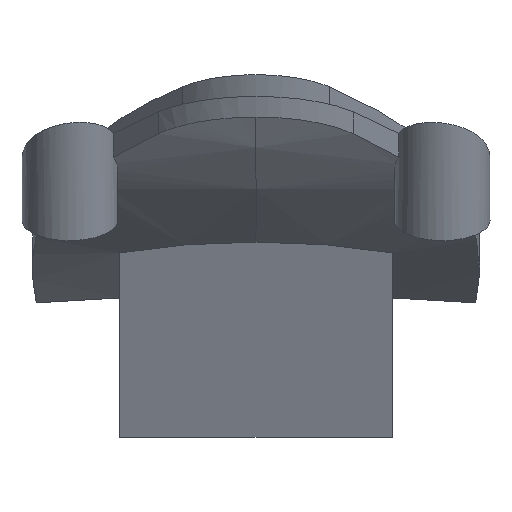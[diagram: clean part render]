
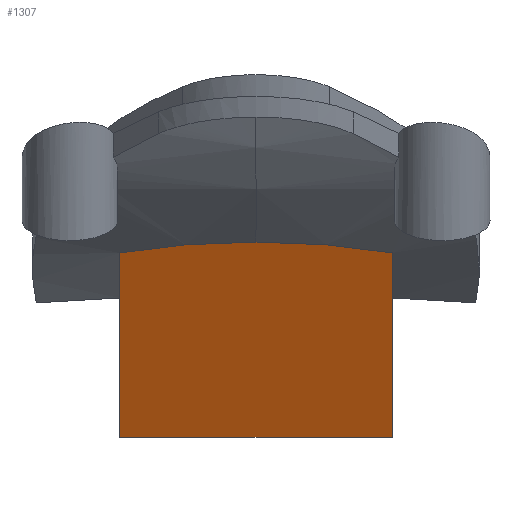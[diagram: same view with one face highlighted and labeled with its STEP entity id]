
A CAD part, front view. The second image highlights one B-rep face of the part: STEP entity #1307.
In plain terms, the highlighted planar face has unit normal (0, -0.906, -0.423).
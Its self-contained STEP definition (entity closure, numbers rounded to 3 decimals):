
#292=CARTESIAN_POINT('',(0.,25.371,41.897));
#293=CARTESIAN_POINT('',(0.712,25.371,41.897));
#294=CARTESIAN_POINT('',(2.096,25.388,41.86));
#295=CARTESIAN_POINT('',(4.047,25.462,41.701));
#296=CARTESIAN_POINT('',(5.263,25.541,41.531));
#297=CARTESIAN_POINT('',(5.85,25.588,41.431));
#302=DIRECTION('',(-1.,0.,0.));
#303=VECTOR('',#302,11.7);
#304=CARTESIAN_POINT('',(5.85,29.28,33.514));
#305=LINE('',#304,#303);
#309=CARTESIAN_POINT('',(-5.85,25.588,41.431));
#310=CARTESIAN_POINT('',(-5.263,25.541,41.531));
#311=CARTESIAN_POINT('',(-4.047,25.462,41.701));
#312=CARTESIAN_POINT('',(-2.096,25.388,41.86));
#313=CARTESIAN_POINT('',(-0.712,25.371,41.897));
#314=CARTESIAN_POINT('',(0.,25.371,41.897));
#324=CARTESIAN_POINT('',(5.85,25.588,41.431));
#329=CARTESIAN_POINT('',(0.,25.371,41.897));
#392=DIRECTION('',(0.,-0.423,0.906));
#393=VECTOR('',#392,8.735);
#394=CARTESIAN_POINT('',(5.85,29.28,33.514));
#395=LINE('',#394,#393);
#420=DIRECTION('',(0.,0.423,-0.906));
#421=VECTOR('',#420,8.735);
#422=CARTESIAN_POINT('',(-5.85,25.588,41.431));
#423=LINE('',#422,#421);
#427=CARTESIAN_POINT('',(-5.85,25.588,41.431));
#1155=VERTEX_POINT('',#329);
#1156=CARTESIAN_POINT('',(-5.85,29.28,33.514));
#1158=VERTEX_POINT('',#1156);
#1169=CARTESIAN_POINT('',(5.85,29.28,33.514));
#1170=VERTEX_POINT('',#1169);
#1173=VERTEX_POINT('',#427);
#1176=VERTEX_POINT('',#324);
#1291=CARTESIAN_POINT('',(4.85,29.28,33.514));
#1292=DIRECTION('',(0.,-0.906,-0.423));
#1293=DIRECTION('',(-1.,0.,0.));
#1294=AXIS2_PLACEMENT_3D('',#1291,#1292,#1293);
#1295=PLANE('',#1294);
#1297=ORIENTED_EDGE('',*,*,#1296,.T.);
#1299=ORIENTED_EDGE('',*,*,#1298,.F.);
#1300=ORIENTED_EDGE('',*,*,#1274,.T.);
#1302=ORIENTED_EDGE('',*,*,#1301,.F.);
#1304=ORIENTED_EDGE('',*,*,#1303,.T.);
#1305=EDGE_LOOP('',(#1297,#1299,#1300,#1302,#1304));
#1306=FACE_OUTER_BOUND('',#1305,.F.);
#1307=ADVANCED_FACE('',(#1306),#1295,.T.);
#298=B_SPLINE_CURVE_WITH_KNOTS('',3,(#292,#293,#294,#295,#296,#297),
.UNSPECIFIED.,.F.,.F.,(4,1,1,4),(0.,0.333,0.667,1.),
.UNSPECIFIED.);
#315=B_SPLINE_CURVE_WITH_KNOTS('',3,(#309,#310,#311,#312,#313,#314),
.UNSPECIFIED.,.F.,.F.,(4,1,1,4),(0.,0.333,0.667,1.),
.UNSPECIFIED.);
#1274=EDGE_CURVE('',#1170,#1158,#305,.T.);
#1296=EDGE_CURVE('',#1155,#1176,#298,.T.);
#1298=EDGE_CURVE('',#1170,#1176,#395,.T.);
#1301=EDGE_CURVE('',#1173,#1158,#423,.T.);
#1303=EDGE_CURVE('',#1173,#1155,#315,.T.);
